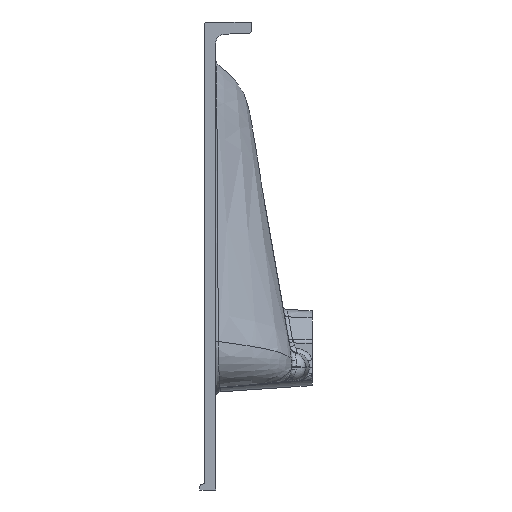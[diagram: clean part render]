
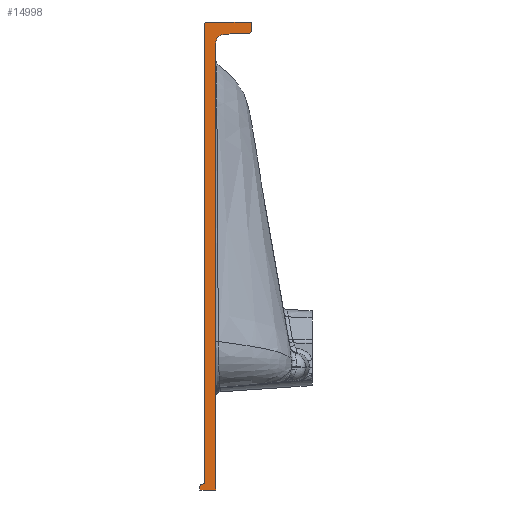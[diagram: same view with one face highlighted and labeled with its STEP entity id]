
A CAD part, left-side view. The second image highlights one B-rep face of the part: STEP entity #14998.
In plain terms, the highlighted planar face has unit normal (-1, 0, 0).
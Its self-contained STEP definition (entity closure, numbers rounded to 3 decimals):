
#251 = ORIENTED_EDGE ( 'NONE', *, *, #9500, .T. ) ;
#369 = DIRECTION ( 'NONE',  ( 0., 0., 1. ) ) ;
#1435 = AXIS2_PLACEMENT_3D ( 'NONE', #13685, #21683, #12100 ) ;
#1837 = CIRCLE ( 'NONE', #21119, 2. ) ;
#2158 = CARTESIAN_POINT ( 'NONE',  ( -1250., -50., 235. ) ) ;
#3085 = CIRCLE ( 'NONE', #23200, 3. ) ;
#3398 = VECTOR ( 'NONE', #17444, 1000. ) ;
#3921 = CIRCLE ( 'NONE', #21506, 3. ) ;
#4249 = LINE ( 'NONE', #12381, #23895 ) ;
#4424 = VERTEX_POINT ( 'NONE', #13279 ) ;
#4462 = LINE ( 'NONE', #6693, #17741 ) ;
#4627 = CARTESIAN_POINT ( 'NONE',  ( -1250., 3., -261. ) ) ;
#5140 = CARTESIAN_POINT ( 'NONE',  ( -1250., -22., 212.016 ) ) ;
#5204 = EDGE_CURVE ( 'NONE', #9409, #4424, #4249, .T. ) ;
#6021 = CIRCLE ( 'NONE', #13556, 10. ) ;
#6164 = DIRECTION ( 'NONE',  ( 0., 1., 0. ) ) ;
#6386 = EDGE_CURVE ( 'NONE', #17247, #7379, #15096, .T. ) ;
#6454 = VECTOR ( 'NONE', #10484, 1000. ) ;
#6693 = CARTESIAN_POINT ( 'NONE',  ( -1250., -12., -265. ) ) ;
#6834 = EDGE_CURVE ( 'NONE', #21541, #24215, #10192, .T. ) ;
#7166 = VECTOR ( 'NONE', #14533, 1000. ) ;
#7202 = CARTESIAN_POINT ( 'NONE',  ( -1250., -47.105, 222.899 ) ) ;
#7233 = CARTESIAN_POINT ( 'NONE',  ( -1250., 0., 0. ) ) ;
#7379 = VERTEX_POINT ( 'NONE', #13437 ) ;
#8493 = CARTESIAN_POINT ( 'NONE',  ( -1250., -12., 235. ) ) ;
#8597 = CARTESIAN_POINT ( 'NONE',  ( -1250., 0., 233. ) ) ;
#9385 = ORIENTED_EDGE ( 'NONE', *, *, #22520, .F. ) ;
#9409 = VERTEX_POINT ( 'NONE', #7202 ) ;
#9500 = EDGE_CURVE ( 'NONE', #18487, #23847, #13870, .T. ) ;
#10192 = LINE ( 'NONE', #8493, #7166 ) ;
#10484 = DIRECTION ( 'NONE',  ( 0., 0., -1. ) ) ;
#11164 = DIRECTION ( 'NONE',  ( 0., 0., 1. ) ) ;
#11346 = ORIENTED_EDGE ( 'NONE', *, *, #13366, .T. ) ;
#11520 = EDGE_LOOP ( 'NONE', ( #13792, #11346, #15622, #9385, #251, #12632, #23515, #23033, #23035, #19475, #20829, #20807 ) ) ;
#11671 = EDGE_CURVE ( 'NONE', #23847, #4424, #6021, .T. ) ;
#11877 = CARTESIAN_POINT ( 'NONE',  ( -1250., 5., -261. ) ) ;
#12100 = DIRECTION ( 'NONE',  ( 0., 0., 1. ) ) ;
#12381 = CARTESIAN_POINT ( 'NONE',  ( -1250., -50., 223. ) ) ;
#12464 = LINE ( 'NONE', #20468, #6454 ) ;
#12496 = DIRECTION ( 'NONE',  ( 0., 0., 1. ) ) ;
#12591 = DIRECTION ( 'NONE',  ( 0., 0., 1. ) ) ;
#12632 = ORIENTED_EDGE ( 'NONE', *, *, #11671, .T. ) ;
#12901 = EDGE_CURVE ( 'NONE', #20286, #13066, #3921, .T. ) ;
#13066 = VERTEX_POINT ( 'NONE', #16984 ) ;
#13141 = DIRECTION ( 'NONE',  ( 1., 0., 0. ) ) ;
#13279 = CARTESIAN_POINT ( 'NONE',  ( -1250., -21.651, 222.01 ) ) ;
#13366 = EDGE_CURVE ( 'NONE', #13066, #17247, #21933, .T. ) ;
#13437 = CARTESIAN_POINT ( 'NONE',  ( -1250., 5., -265. ) ) ;
#13556 = AXIS2_PLACEMENT_3D ( 'NONE', #5140, #13141, #11164 ) ;
#13567 = CARTESIAN_POINT ( 'NONE',  ( -1250., -2., 235. ) ) ;
#13623 = DIRECTION ( 'NONE',  ( 0., 0., 1. ) ) ;
#13685 = CARTESIAN_POINT ( 'NONE',  ( -1250., -12., 0. ) ) ;
#13792 = ORIENTED_EDGE ( 'NONE', *, *, #12901, .T. ) ;
#13870 = LINE ( 'NONE', #15584, #20566 ) ;
#14190 = EDGE_CURVE ( 'NONE', #21541, #17751, #12464, .T. ) ;
#14533 = DIRECTION ( 'NONE',  ( 0., 1., 0. ) ) ;
#14558 = CARTESIAN_POINT ( 'NONE',  ( -1250., -47., 225.897 ) ) ;
#14998 = ADVANCED_FACE ( 'NONE', ( #15651 ), #23661, .T. ) ;
#15096 = LINE ( 'NONE', #15221, #3398 ) ;
#15221 = CARTESIAN_POINT ( 'NONE',  ( -1250., 5., -265. ) ) ;
#15238 = CARTESIAN_POINT ( 'NONE',  ( -1250., -50., 225.897 ) ) ;
#15270 = CARTESIAN_POINT ( 'NONE',  ( -1250., 3., -256. ) ) ;
#15489 = LINE ( 'NONE', #7233, #25314 ) ;
#15498 = EDGE_CURVE ( 'NONE', #20286, #24869, #15489, .T. ) ;
#15584 = CARTESIAN_POINT ( 'NONE',  ( -1250., -12., 0. ) ) ;
#15622 = ORIENTED_EDGE ( 'NONE', *, *, #6386, .T. ) ;
#15651 = FACE_OUTER_BOUND ( 'NONE', #11520, .T. ) ;
#16255 = EDGE_CURVE ( 'NONE', #24215, #24869, #1837, .T. ) ;
#16984 = CARTESIAN_POINT ( 'NONE',  ( -1250., 3., -259. ) ) ;
#17247 = VERTEX_POINT ( 'NONE', #11877 ) ;
#17444 = DIRECTION ( 'NONE',  ( 0., 0., -1. ) ) ;
#17741 = VECTOR ( 'NONE', #6164, 1000. ) ;
#17751 = VERTEX_POINT ( 'NONE', #15238 ) ;
#18487 = VERTEX_POINT ( 'NONE', #21470 ) ;
#18877 = CARTESIAN_POINT ( 'NONE',  ( -1250., -2., 233. ) ) ;
#18993 = AXIS2_PLACEMENT_3D ( 'NONE', #4627, #22199, #12496 ) ;
#19330 = DIRECTION ( 'NONE',  ( 1., 0., 0. ) ) ;
#19475 = ORIENTED_EDGE ( 'NONE', *, *, #6834, .T. ) ;
#20286 = VERTEX_POINT ( 'NONE', #21018 ) ;
#20387 = DIRECTION ( 'NONE',  ( 0., 0.999, -0.035 ) ) ;
#20468 = CARTESIAN_POINT ( 'NONE',  ( -1250., -50., 235. ) ) ;
#20566 = VECTOR ( 'NONE', #13623, 1000. ) ;
#20807 = ORIENTED_EDGE ( 'NONE', *, *, #15498, .F. ) ;
#20829 = ORIENTED_EDGE ( 'NONE', *, *, #16255, .T. ) ;
#21018 = CARTESIAN_POINT ( 'NONE',  ( -1250., 0., -256. ) ) ;
#21119 = AXIS2_PLACEMENT_3D ( 'NONE', #18877, #24790, #369 ) ;
#21470 = CARTESIAN_POINT ( 'NONE',  ( -1250., -12., -265. ) ) ;
#21506 = AXIS2_PLACEMENT_3D ( 'NONE', #15270, #19330, #25117 ) ;
#21541 = VERTEX_POINT ( 'NONE', #2158 ) ;
#21683 = DIRECTION ( 'NONE',  ( -1., 0., 0. ) ) ;
#21933 = CIRCLE ( 'NONE', #18993, 2. ) ;
#22199 = DIRECTION ( 'NONE',  ( -1., 0., 0. ) ) ;
#22251 = EDGE_CURVE ( 'NONE', #9409, #17751, #3085, .T. ) ;
#22520 = EDGE_CURVE ( 'NONE', #18487, #7379, #4462, .T. ) ;
#23033 = ORIENTED_EDGE ( 'NONE', *, *, #22251, .T. ) ;
#23035 = ORIENTED_EDGE ( 'NONE', *, *, #14190, .F. ) ;
#23200 = AXIS2_PLACEMENT_3D ( 'NONE', #14558, #24398, #12591 ) ;
#23496 = DIRECTION ( 'NONE',  ( 0., 0., 1. ) ) ;
#23515 = ORIENTED_EDGE ( 'NONE', *, *, #5204, .F. ) ;
#23661 = PLANE ( 'NONE',  #1435 ) ;
#23847 = VERTEX_POINT ( 'NONE', #24857 ) ;
#23895 = VECTOR ( 'NONE', #20387, 1000. ) ;
#24215 = VERTEX_POINT ( 'NONE', #13567 ) ;
#24398 = DIRECTION ( 'NONE',  ( -1., 0., 0. ) ) ;
#24790 = DIRECTION ( 'NONE',  ( -1., 0., 0. ) ) ;
#24857 = CARTESIAN_POINT ( 'NONE',  ( -1250., -12., 212.016 ) ) ;
#24869 = VERTEX_POINT ( 'NONE', #8597 ) ;
#25117 = DIRECTION ( 'NONE',  ( 0., 0., 1. ) ) ;
#25314 = VECTOR ( 'NONE', #23496, 1000. ) ;
